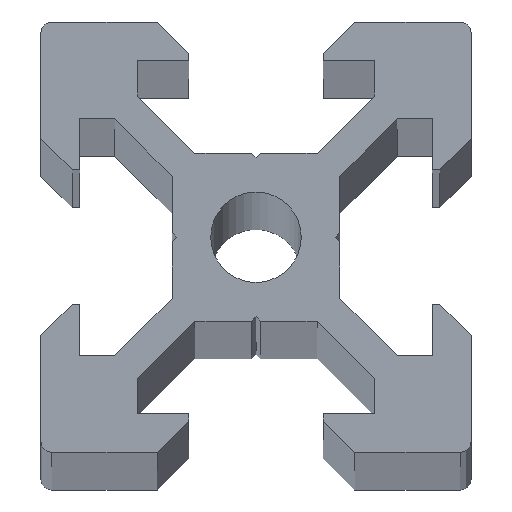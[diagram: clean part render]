
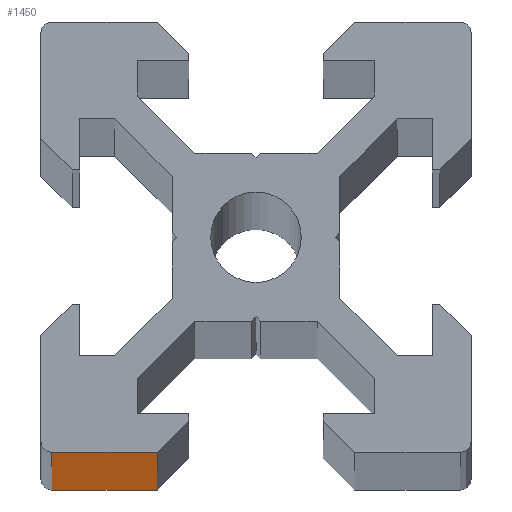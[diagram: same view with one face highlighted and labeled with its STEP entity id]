
A CAD part, top view. The second image highlights one B-rep face of the part: STEP entity #1450.
In plain terms, the highlighted planar face has unit normal (0, -1, 0).
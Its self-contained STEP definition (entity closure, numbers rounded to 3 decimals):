
#58=PLANE('',#1545);
#128=FACE_OUTER_BOUND('',#199,.T.);
#199=EDGE_LOOP('',(#1164,#1165,#1166,#1167));
#354=LINE('',#2214,#551);
#355=LINE('',#2218,#552);
#356=LINE('',#2220,#553);
#357=LINE('',#2221,#554);
#551=VECTOR('',#1810,1000.);
#552=VECTOR('',#1815,1000.);
#553=VECTOR('',#1816,1000.);
#554=VECTOR('',#1817,1000.);
#725=VERTEX_POINT('',#2211);
#726=VERTEX_POINT('',#2213);
#727=VERTEX_POINT('',#2217);
#728=VERTEX_POINT('',#2219);
#909=EDGE_CURVE('',#726,#725,#354,.T.);
#911=EDGE_CURVE('',#727,#725,#355,.T.);
#912=EDGE_CURVE('',#728,#727,#356,.T.);
#913=EDGE_CURVE('',#728,#726,#357,.T.);
#1164=ORIENTED_EDGE('',*,*,#911,.F.);
#1165=ORIENTED_EDGE('',*,*,#912,.F.);
#1166=ORIENTED_EDGE('',*,*,#913,.T.);
#1167=ORIENTED_EDGE('',*,*,#909,.T.);
#1450=ADVANCED_FACE('',(#128),#58,.T.);
#1545=AXIS2_PLACEMENT_3D('',#2216,#1813,#1814);
#1810=DIRECTION('',(0.,0.,-1.));
#1813=DIRECTION('center_axis',(0.,-1.,0.));
#1814=DIRECTION('ref_axis',(1.,0.,0.));
#1815=DIRECTION('',(-1.,0.,0.));
#1816=DIRECTION('',(0.,0.,-1.));
#1817=DIRECTION('',(-1.,0.,0.));
#2211=CARTESIAN_POINT('',(-9.5,-10.,0.));
#2213=CARTESIAN_POINT('',(-9.5,-10.,1000.));
#2214=CARTESIAN_POINT('',(-9.5,-10.,1000.));
#2216=CARTESIAN_POINT('Origin',(0.,-10.,1000.));
#2217=CARTESIAN_POINT('',(-4.58,-10.,0.));
#2218=CARTESIAN_POINT('',(0.,-10.,0.));
#2219=CARTESIAN_POINT('',(-4.58,-10.,1000.));
#2220=CARTESIAN_POINT('',(-4.58,-10.,1000.));
#2221=CARTESIAN_POINT('',(0.,-10.,1000.));
